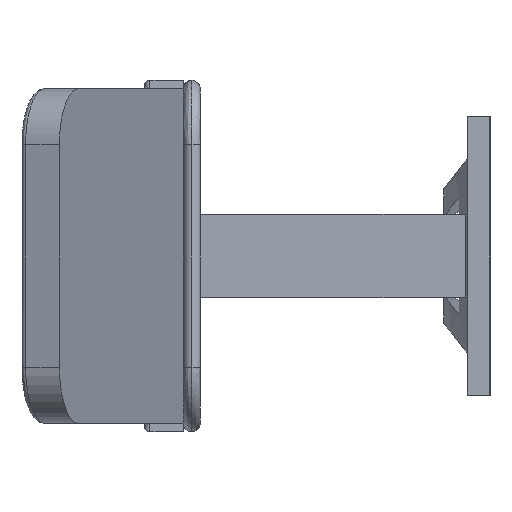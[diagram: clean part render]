
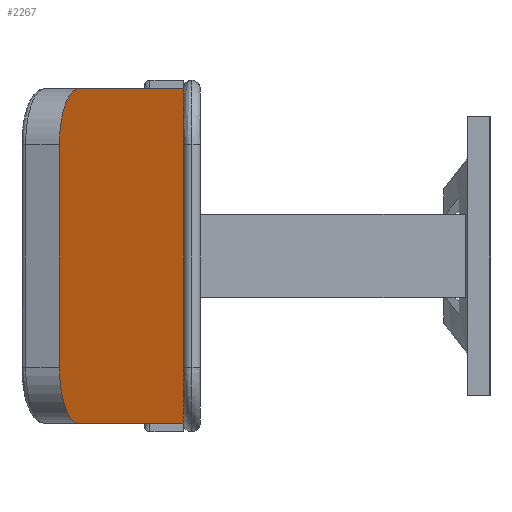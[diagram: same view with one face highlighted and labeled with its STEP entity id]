
A CAD part, left-side view. The second image highlights one B-rep face of the part: STEP entity #2267.
In plain terms, the highlighted free-form (B-spline) face has degree [1, 1] with [2, 2] control points.
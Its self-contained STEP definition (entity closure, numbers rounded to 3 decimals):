
#2236 = VERTEX_POINT('',#2237);
#2237 = CARTESIAN_POINT('',(-1207.192,1056.299,
    273.542));
#2252 = VERTEX_POINT('',#2253);
#2253 = CARTESIAN_POINT('',(-1207.192,1056.299,
    -273.542));
#2258 = EDGE_CURVE('',#2236,#2252,#2259,.T.);
#2259 = B_SPLINE_CURVE_WITH_KNOTS('',1,(#2260,#2261),.UNSPECIFIED.,.F.,
  .F.,(2,2),(100.,500.),.PIECEWISE_BEZIER_KNOTS.);
#2260 = CARTESIAN_POINT('',(-1207.192,1056.299,
    273.542));
#2261 = CARTESIAN_POINT('',(-1207.192,1056.299,
    -273.542));
#2267 = ADVANCED_FACE('',(#2268),#2306,.F.);
#2268 = FACE_BOUND('',#2269,.T.);
#2269 = EDGE_LOOP('',(#2270,#2271,#2279,#2286,#2293,#2300));
#2270 = ORIENTED_EDGE('',*,*,#2258,.T.);
#2271 = ORIENTED_EDGE('',*,*,#2272,.T.);
#2272 = EDGE_CURVE('',#2252,#2273,#2275,.T.);
#2273 = VERTEX_POINT('',#2274);
#2274 = CARTESIAN_POINT('',(-1078.669,1009.52,
    -410.312));
#2275 = ( BOUNDED_CURVE() B_SPLINE_CURVE(2,(#2276,#2277,#2278),
.UNSPECIFIED.,.F.,.F.) B_SPLINE_CURVE_WITH_KNOTS((3,3),(0.,
1.571),.PIECEWISE_BEZIER_KNOTS.) CURVE() 
GEOMETRIC_REPRESENTATION_ITEM() RATIONAL_B_SPLINE_CURVE((1.,
0.707,1.)) REPRESENTATION_ITEM('') );
#2276 = CARTESIAN_POINT('',(-1207.192,1056.299,
    -273.542));
#2277 = CARTESIAN_POINT('',(-1207.192,1056.299,
    -410.312));
#2278 = CARTESIAN_POINT('',(-1078.669,1009.52,
    -410.312));
#2279 = ORIENTED_EDGE('',*,*,#2280,.T.);
#2280 = EDGE_CURVE('',#2273,#2281,#2283,.T.);
#2281 = VERTEX_POINT('',#2282);
#2282 = CARTESIAN_POINT('',(-371.795,752.239,
    -410.312));
#2283 = B_SPLINE_CURVE_WITH_KNOTS('',1,(#2284,#2285),.UNSPECIFIED.,.F.,
  .F.,(2,2),(-550.,0.),.PIECEWISE_BEZIER_KNOTS.);
#2284 = CARTESIAN_POINT('',(-1078.669,1009.52,
    -410.312));
#2285 = CARTESIAN_POINT('',(-371.795,752.239,
    -410.312));
#2286 = ORIENTED_EDGE('',*,*,#2287,.F.);
#2287 = EDGE_CURVE('',#2288,#2281,#2290,.T.);
#2288 = VERTEX_POINT('',#2289);
#2289 = CARTESIAN_POINT('',(-371.795,752.239,
    410.312));
#2290 = B_SPLINE_CURVE_WITH_KNOTS('',1,(#2291,#2292),.UNSPECIFIED.,.F.,
  .F.,(2,2),(-0.,600.),.PIECEWISE_BEZIER_KNOTS.);
#2291 = CARTESIAN_POINT('',(-371.795,752.239,
    410.312));
#2292 = CARTESIAN_POINT('',(-371.795,752.239,
    -410.312));
#2293 = ORIENTED_EDGE('',*,*,#2294,.F.);
#2294 = EDGE_CURVE('',#2295,#2288,#2297,.T.);
#2295 = VERTEX_POINT('',#2296);
#2296 = CARTESIAN_POINT('',(-1078.669,1009.52,
    410.312));
#2297 = B_SPLINE_CURVE_WITH_KNOTS('',1,(#2298,#2299),.UNSPECIFIED.,.F.,
  .F.,(2,2),(-550.,0.),.PIECEWISE_BEZIER_KNOTS.);
#2298 = CARTESIAN_POINT('',(-1078.669,1009.52,
    410.312));
#2299 = CARTESIAN_POINT('',(-371.795,752.239,
    410.312));
#2300 = ORIENTED_EDGE('',*,*,#2301,.T.);
#2301 = EDGE_CURVE('',#2295,#2236,#2302,.T.);
#2302 = ( BOUNDED_CURVE() B_SPLINE_CURVE(2,(#2303,#2304,#2305),
.UNSPECIFIED.,.F.,.F.) B_SPLINE_CURVE_WITH_KNOTS((3,3),(4.712,
6.283),.PIECEWISE_BEZIER_KNOTS.) CURVE() 
GEOMETRIC_REPRESENTATION_ITEM() RATIONAL_B_SPLINE_CURVE((1.,
0.707,1.)) REPRESENTATION_ITEM('') );
#2303 = CARTESIAN_POINT('',(-1078.669,1009.52,
    410.312));
#2304 = CARTESIAN_POINT('',(-1207.192,1056.299,
    410.312));
#2305 = CARTESIAN_POINT('',(-1207.192,1056.299,
    273.542));
#2306 = B_SPLINE_SURFACE_WITH_KNOTS('',1,1,(
    (#2307,#2308)
    ,(#2309,#2310
    )),.UNSPECIFIED.,.F.,.F.,.F.,(2,2),(2,2),(0.,650.),(-600.,
    0.),.PIECEWISE_BEZIER_KNOTS.);
#2307 = CARTESIAN_POINT('',(-371.795,752.239,
    -410.312));
#2308 = CARTESIAN_POINT('',(-371.795,752.239,
    410.312));
#2309 = CARTESIAN_POINT('',(-1207.192,1056.299,
    -410.312));
#2310 = CARTESIAN_POINT('',(-1207.192,1056.299,
    410.312));
